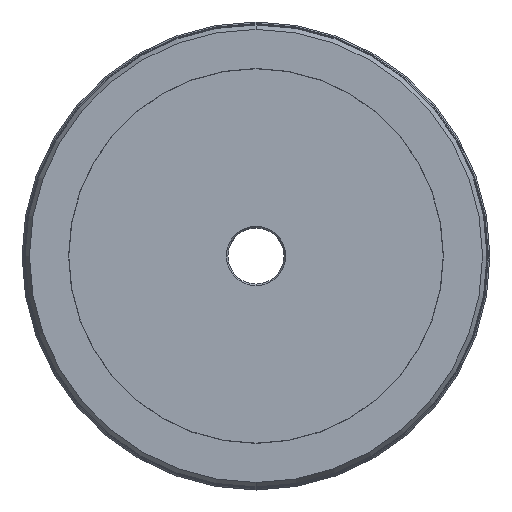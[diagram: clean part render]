
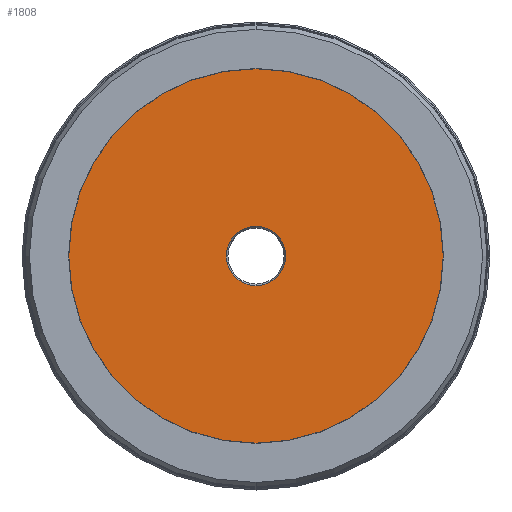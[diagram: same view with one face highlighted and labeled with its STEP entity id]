
A CAD part, top view. The second image highlights one B-rep face of the part: STEP entity #1808.
In plain terms, the highlighted planar face has unit normal (0, 0, 1).
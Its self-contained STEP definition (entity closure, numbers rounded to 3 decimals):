
#39=CARTESIAN_POINT('',(0.,0.,18.5));
#40=DIRECTION('',(0.,0.,-1.));
#41=DIRECTION('',(0.866,0.5,0.));
#42=AXIS2_PLACEMENT_3D('',#39,#40,#41);
#48=CARTESIAN_POINT('',(0.,0.,18.5));
#49=DIRECTION('',(0.,0.,-1.));
#50=DIRECTION('',(-0.866,-0.5,0.));
#51=AXIS2_PLACEMENT_3D('',#48,#49,#50);
#56=CARTESIAN_POINT('',(0.,0.,18.5));
#57=DIRECTION('',(0.,0.,-1.));
#58=DIRECTION('',(0.,1.,0.));
#59=AXIS2_PLACEMENT_3D('',#56,#57,#58);
#64=CARTESIAN_POINT('',(0.,0.,18.5));
#65=DIRECTION('',(0.,0.,-1.));
#66=DIRECTION('',(0.,-1.,0.));
#67=AXIS2_PLACEMENT_3D('',#64,#65,#66);
#1649=CARTESIAN_POINT('',(2.748,1.587,18.5));
#1650=VERTEX_POINT('',#1649);
#1651=CARTESIAN_POINT('',(-2.748,-1.587,18.5));
#1652=VERTEX_POINT('',#1651);
#1703=CARTESIAN_POINT('',(0.,20.012,18.5));
#1704=CARTESIAN_POINT('',(0.,-20.012,18.5));
#1705=VERTEX_POINT('',#1703);
#1706=VERTEX_POINT('',#1704);
#1791=CARTESIAN_POINT('',(0.,0.,18.5));
#1792=DIRECTION('',(0.,0.,1.));
#1793=DIRECTION('',(0.,-1.,0.));
#1794=AXIS2_PLACEMENT_3D('',#1791,#1792,#1793);
#1795=PLANE('',#1794);
#1797=ORIENTED_EDGE('',*,*,#1796,.T.);
#1799=ORIENTED_EDGE('',*,*,#1798,.T.);
#1800=EDGE_LOOP('',(#1797,#1799));
#1801=FACE_OUTER_BOUND('',#1800,.F.);
#1803=ORIENTED_EDGE('',*,*,#1802,.F.);
#1805=ORIENTED_EDGE('',*,*,#1804,.F.);
#1806=EDGE_LOOP('',(#1803,#1805));
#1807=FACE_BOUND('',#1806,.F.);
#43=CIRCLE('',#42,3.173);
#52=CIRCLE('',#51,3.173);
#60=CIRCLE('',#59,20.012);
#68=CIRCLE('',#67,20.012);
#1796=EDGE_CURVE('',#1705,#1706,#60,.T.);
#1798=EDGE_CURVE('',#1706,#1705,#68,.T.);
#1802=EDGE_CURVE('',#1650,#1652,#43,.T.);
#1804=EDGE_CURVE('',#1652,#1650,#52,.T.);
#1808=ADVANCED_FACE('',(#1801,#1807),#1795,.T.);
